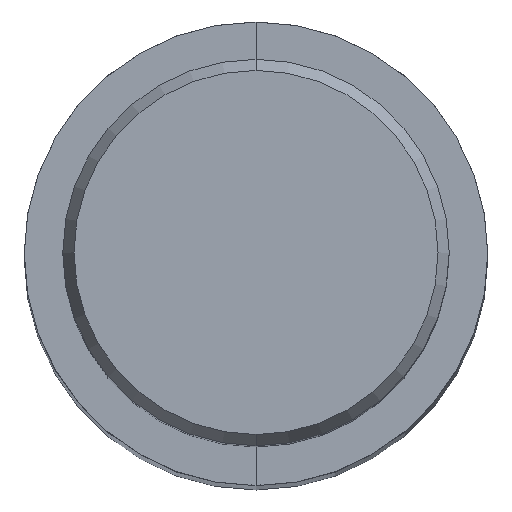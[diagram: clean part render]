
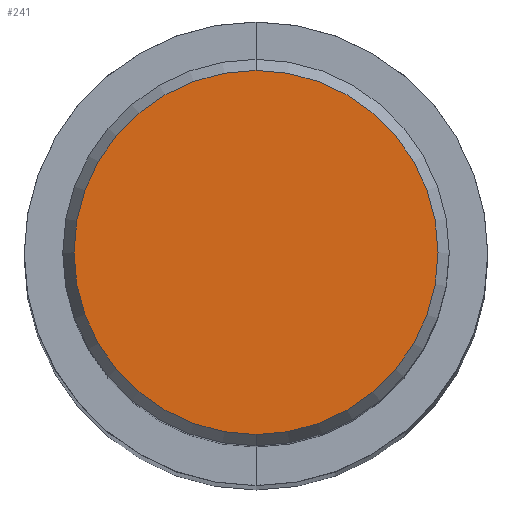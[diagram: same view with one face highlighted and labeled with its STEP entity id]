
A CAD part, top view. The second image highlights one B-rep face of the part: STEP entity #241.
In plain terms, the highlighted planar face has unit normal (0, 0, 1).
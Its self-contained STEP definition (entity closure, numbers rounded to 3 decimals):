
#171=VERTEX_POINT('',#382);
#191=EDGE_CURVE('',#171,#221,#404,.T.);
#215=EDGE_CURVE('',#221,#171,#433,.T.);
#221=VERTEX_POINT('',#439);
#241=ADVANCED_FACE('',(#461),#462,.T.);
#382=CARTESIAN_POINT('',(0.0,14.958,0.01));
#404=CIRCLE('',#645,14.958);
#433=CIRCLE('',#684,14.958);
#439=CARTESIAN_POINT('',(0.,-14.958,0.01));
#461=FACE_OUTER_BOUND('',#718,.T.);
#462=PLANE('',#719);
#645=AXIS2_PLACEMENT_3D('',#922,#923,#924);
#684=AXIS2_PLACEMENT_3D('',#956,#957,#958);
#718=EDGE_LOOP('',(#983,#984));
#719=AXIS2_PLACEMENT_3D('',#985,#986,#987);
#922=CARTESIAN_POINT('',(0.0,0.0,0.01));
#923=DIRECTION('',(0.0,0.0,-1.0));
#924=DIRECTION('',(0.0,1.0,0.0));
#956=CARTESIAN_POINT('',(0.0,0.0,0.01));
#957=DIRECTION('',(0.0,0.0,-1.0));
#958=DIRECTION('',(0.0,1.0,0.0));
#983=ORIENTED_EDGE('',*,*,#191,.F.);
#984=ORIENTED_EDGE('',*,*,#215,.F.);
#985=CARTESIAN_POINT('',(0.0,7.479,0.01));
#986=DIRECTION('',(-0.0,0.0,1.0));
#987=DIRECTION('',(0.0,-1.0,0.0));
